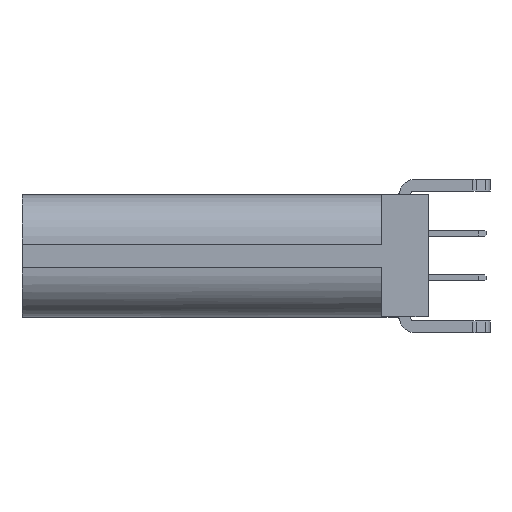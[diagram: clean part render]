
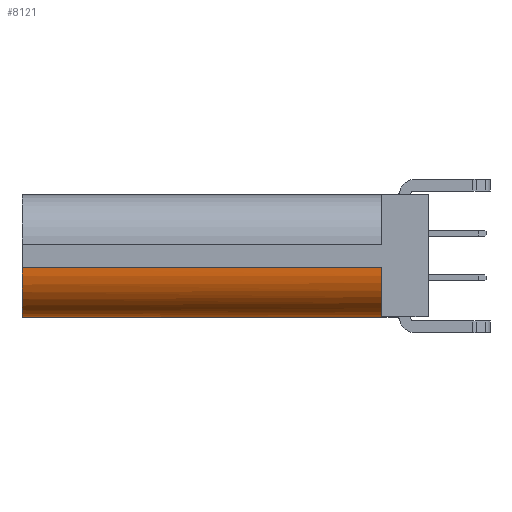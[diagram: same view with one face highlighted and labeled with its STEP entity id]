
A CAD part, left-side view. The second image highlights one B-rep face of the part: STEP entity #8121.
In plain terms, the highlighted cylindrical face has radius 1.28 mm (diameter 2.56 mm), a partial arc.
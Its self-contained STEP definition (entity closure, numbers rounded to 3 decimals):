
#1341 = EDGE_LOOP ( 'NONE', ( #4545, #4547, #4548, #4549, #4550 ) ) ;
#2801 = VECTOR ( 'NONE', #6723, 1000. ) ;
#2803 = LINE ( 'NONE', #6722, #2801 ) ;
#2804 = CIRCLE ( 'NONE', #8514, 1.28 ) ;
#2805 = CIRCLE ( 'NONE', #8516, 1.28 ) ;
#2806 = VECTOR ( 'NONE', #6718, 1000. ) ;
#2809 = LINE ( 'NONE', #6717, #2806 ) ;
#2814 = CIRCLE ( 'NONE', #8518, 1.28 ) ;
#4545 = ORIENTED_EDGE ( 'NONE', *, *, #11694, .F. ) ;
#4547 = ORIENTED_EDGE ( 'NONE', *, *, #11693, .T. ) ;
#4548 = ORIENTED_EDGE ( 'NONE', *, *, #11695, .T. ) ;
#4549 = ORIENTED_EDGE ( 'NONE', *, *, #11696, .T. ) ;
#4550 = ORIENTED_EDGE ( 'NONE', *, *, #11697, .F. ) ;
#6717 = CARTESIAN_POINT ( 'NONE',  ( 1.81, 11.607, -0.898 ) ) ;
#6718 = DIRECTION ( 'NONE',  ( 0., -1., 0. ) ) ;
#6719 = CARTESIAN_POINT ( 'NONE',  ( 1.81, 12.107, 0.382 ) ) ;
#6720 = DIRECTION ( 'NONE',  ( 0., 1., 0. ) ) ;
#6721 = DIRECTION ( 'NONE',  ( -1., 0., 0. ) ) ;
#6722 = CARTESIAN_POINT ( 'NONE',  ( 0.53, 11.607, 0.382 ) ) ;
#6723 = DIRECTION ( 'NONE',  ( 0., -1., 0. ) ) ;
#6724 = CARTESIAN_POINT ( 'NONE',  ( 1.81, 2.807, 0.382 ) ) ;
#6725 = DIRECTION ( 'NONE',  ( 0., 1., 0. ) ) ;
#6726 = DIRECTION ( 'NONE',  ( -1., 0., 0. ) ) ;
#6729 = CARTESIAN_POINT ( 'NONE',  ( 1.81, 2.807, 0.382 ) ) ;
#6730 = DIRECTION ( 'NONE',  ( 0., 1., 0. ) ) ;
#6731 = DIRECTION ( 'NONE',  ( -1., 0., 0. ) ) ;
#6951 = CARTESIAN_POINT ( 'NONE',  ( 0.53, 2.807, 0.382 ) ) ;
#6953 = CARTESIAN_POINT ( 'NONE',  ( 1.65, 2.807, -0.888 ) ) ;
#6955 = CARTESIAN_POINT ( 'NONE',  ( 0.53, 12.107, 0.382 ) ) ;
#6956 = CARTESIAN_POINT ( 'NONE',  ( 1.81, 12.107, -0.898 ) ) ;
#6963 = CARTESIAN_POINT ( 'NONE',  ( 1.81, 2.807, -0.898 ) ) ;
#8121 = ADVANCED_FACE ( 'NONE', ( #8970 ), #8965, .T. ) ;
#8514 = AXIS2_PLACEMENT_3D ( 'NONE', #6729, #6730, #6731 ) ;
#8516 = AXIS2_PLACEMENT_3D ( 'NONE', #6724, #6725, #6726 ) ;
#8518 = AXIS2_PLACEMENT_3D ( 'NONE', #6719, #6720, #6721 ) ;
#8965 = CYLINDRICAL_SURFACE ( 'NONE', #9443, 1.28 ) ;
#8970 = FACE_OUTER_BOUND ( 'NONE', #1341, .T. ) ;
#9443 = AXIS2_PLACEMENT_3D ( 'NONE', #14357, #14358, #14356 ) ;
#11693 = EDGE_CURVE ( 'NONE', #15484, #15491, #2809, .T. ) ;
#11694 = EDGE_CURVE ( 'NONE', #15484, #15483, #2814, .T. ) ;
#11695 = EDGE_CURVE ( 'NONE', #15491, #15481, #2805, .T. ) ;
#11696 = EDGE_CURVE ( 'NONE', #15481, #15479, #2804, .T. ) ;
#11697 = EDGE_CURVE ( 'NONE', #15483, #15479, #2803, .T. ) ;
#14356 = DIRECTION ( 'NONE',  ( -1., 0., 0. ) ) ;
#14357 = CARTESIAN_POINT ( 'NONE',  ( 1.81, 11.607, 0.382 ) ) ;
#14358 = DIRECTION ( 'NONE',  ( 0., 1., 0. ) ) ;
#15479 = VERTEX_POINT ( 'NONE', #6951 ) ;
#15481 = VERTEX_POINT ( 'NONE', #6953 ) ;
#15483 = VERTEX_POINT ( 'NONE', #6955 ) ;
#15484 = VERTEX_POINT ( 'NONE', #6956 ) ;
#15491 = VERTEX_POINT ( 'NONE', #6963 ) ;
